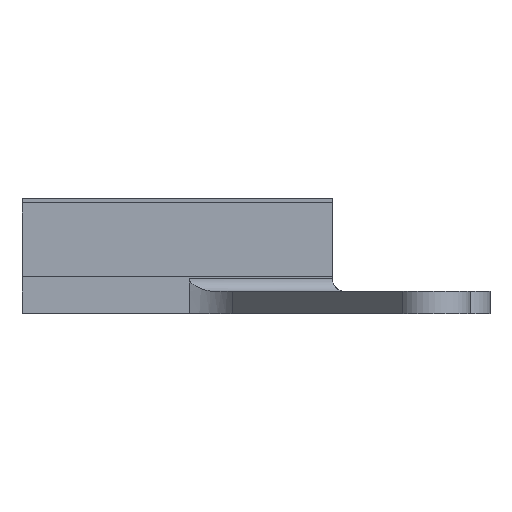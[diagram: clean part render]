
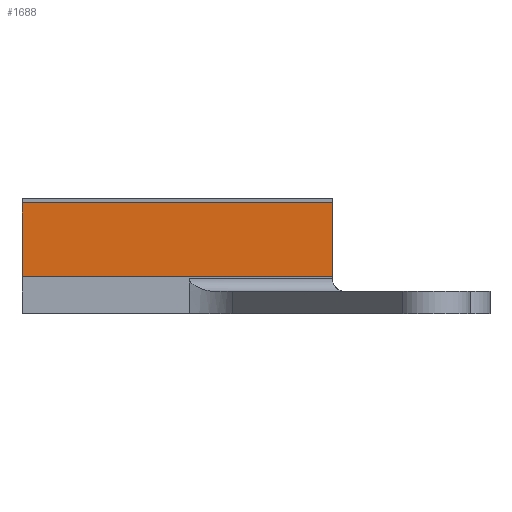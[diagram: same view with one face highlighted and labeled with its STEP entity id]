
A CAD part, left-side view. The second image highlights one B-rep face of the part: STEP entity #1688.
In plain terms, the highlighted planar face has unit normal (-1, 0, 0).
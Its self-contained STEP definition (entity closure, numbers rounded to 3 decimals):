
#22 = VERTEX_POINT('',#23);
#23 = CARTESIAN_POINT('',(0.,0.,0.));
#44 = PLANE('',#45);
#45 = AXIS2_PLACEMENT_3D('',#46,#47,#48);
#46 = CARTESIAN_POINT('',(0.,42.1,0.));
#47 = DIRECTION('',(-1.,0.,0.));
#48 = DIRECTION('',(0.,-1.,0.));
#205 = PLANE('',#206);
#206 = AXIS2_PLACEMENT_3D('',#207,#208,#209);
#207 = CARTESIAN_POINT('',(0.,0.,0.));
#208 = DIRECTION('',(0.,1.,0.));
#209 = DIRECTION('',(1.,0.,0.));
#221 = EDGE_CURVE('',#222,#22,#224,.T.);
#222 = VERTEX_POINT('',#223);
#223 = CARTESIAN_POINT('',(0.,42.1,0.));
#224 = SURFACE_CURVE('',#225,(#229,#236),.PCURVE_S1.);
#225 = LINE('',#226,#227);
#226 = CARTESIAN_POINT('',(0.,42.1,0.));
#227 = VECTOR('',#228,1.);
#228 = DIRECTION('',(0.,-1.,0.));
#229 = PCURVE('',#44,#230);
#230 = DEFINITIONAL_REPRESENTATION('',(#231),#235);
#231 = LINE('',#232,#233);
#232 = CARTESIAN_POINT('',(0.,0.));
#233 = VECTOR('',#234,1.);
#234 = DIRECTION('',(1.,0.));
#235 = ( GEOMETRIC_REPRESENTATION_CONTEXT(2) 
PARAMETRIC_REPRESENTATION_CONTEXT() REPRESENTATION_CONTEXT('2D SPACE',''
  ) );
#236 = PCURVE('',#237,#242);
#237 = PLANE('',#238);
#238 = AXIS2_PLACEMENT_3D('',#239,#240,#241);
#239 = CARTESIAN_POINT('',(0.,42.1,0.));
#240 = DIRECTION('',(1.,0.,0.));
#241 = DIRECTION('',(0.,-1.,0.));
#242 = DEFINITIONAL_REPRESENTATION('',(#243),#247);
#243 = LINE('',#244,#245);
#244 = CARTESIAN_POINT('',(0.,0.));
#245 = VECTOR('',#246,1.);
#246 = DIRECTION('',(1.,0.));
#247 = ( GEOMETRIC_REPRESENTATION_CONTEXT(2) 
PARAMETRIC_REPRESENTATION_CONTEXT() REPRESENTATION_CONTEXT('2D SPACE',''
  ) );
#475 = EDGE_CURVE('',#22,#476,#478,.T.);
#476 = VERTEX_POINT('',#477);
#477 = CARTESIAN_POINT('',(0.,0.,10.));
#478 = SURFACE_CURVE('',#479,(#483,#490),.PCURVE_S1.);
#479 = LINE('',#480,#481);
#480 = CARTESIAN_POINT('',(0.,0.,0.));
#481 = VECTOR('',#482,1.);
#482 = DIRECTION('',(0.,0.,1.));
#483 = PCURVE('',#205,#484);
#484 = DEFINITIONAL_REPRESENTATION('',(#485),#489);
#485 = LINE('',#486,#487);
#486 = CARTESIAN_POINT('',(0.,0.));
#487 = VECTOR('',#488,1.);
#488 = DIRECTION('',(0.,-1.));
#489 = ( GEOMETRIC_REPRESENTATION_CONTEXT(2) 
PARAMETRIC_REPRESENTATION_CONTEXT() REPRESENTATION_CONTEXT('2D SPACE',''
  ) );
#490 = PCURVE('',#237,#491);
#491 = DEFINITIONAL_REPRESENTATION('',(#492),#496);
#492 = LINE('',#493,#494);
#493 = CARTESIAN_POINT('',(42.1,0.));
#494 = VECTOR('',#495,1.);
#495 = DIRECTION('',(0.,-1.));
#496 = ( GEOMETRIC_REPRESENTATION_CONTEXT(2) 
PARAMETRIC_REPRESENTATION_CONTEXT() REPRESENTATION_CONTEXT('2D SPACE',''
  ) );
#1688 = ADVANCED_FACE('',(#1689),#237,.F.);
#1689 = FACE_BOUND('',#1690,.F.);
#1690 = EDGE_LOOP('',(#1691,#1719,#1745,#1746));
#1691 = ORIENTED_EDGE('',*,*,#1692,.T.);
#1692 = EDGE_CURVE('',#222,#1693,#1695,.T.);
#1693 = VERTEX_POINT('',#1694);
#1694 = CARTESIAN_POINT('',(0.,42.1,10.));
#1695 = SURFACE_CURVE('',#1696,(#1700,#1707),.PCURVE_S1.);
#1696 = LINE('',#1697,#1698);
#1697 = CARTESIAN_POINT('',(0.,42.1,0.));
#1698 = VECTOR('',#1699,1.);
#1699 = DIRECTION('',(0.,0.,1.));
#1700 = PCURVE('',#237,#1701);
#1701 = DEFINITIONAL_REPRESENTATION('',(#1702),#1706);
#1702 = LINE('',#1703,#1704);
#1703 = CARTESIAN_POINT('',(0.,0.));
#1704 = VECTOR('',#1705,1.);
#1705 = DIRECTION('',(0.,-1.));
#1706 = ( GEOMETRIC_REPRESENTATION_CONTEXT(2) 
PARAMETRIC_REPRESENTATION_CONTEXT() REPRESENTATION_CONTEXT('2D SPACE',''
  ) );
#1707 = PCURVE('',#1708,#1713);
#1708 = PLANE('',#1709);
#1709 = AXIS2_PLACEMENT_3D('',#1710,#1711,#1712);
#1710 = CARTESIAN_POINT('',(19.7,42.1,0.));
#1711 = DIRECTION('',(0.,-1.,0.));
#1712 = DIRECTION('',(-1.,0.,0.));
#1713 = DEFINITIONAL_REPRESENTATION('',(#1714),#1718);
#1714 = LINE('',#1715,#1716);
#1715 = CARTESIAN_POINT('',(19.7,0.));
#1716 = VECTOR('',#1717,1.);
#1717 = DIRECTION('',(0.,-1.));
#1718 = ( GEOMETRIC_REPRESENTATION_CONTEXT(2) 
PARAMETRIC_REPRESENTATION_CONTEXT() REPRESENTATION_CONTEXT('2D SPACE',''
  ) );
#1719 = ORIENTED_EDGE('',*,*,#1720,.T.);
#1720 = EDGE_CURVE('',#1693,#476,#1721,.T.);
#1721 = SURFACE_CURVE('',#1722,(#1726,#1733),.PCURVE_S1.);
#1722 = LINE('',#1723,#1724);
#1723 = CARTESIAN_POINT('',(0.,42.1,10.));
#1724 = VECTOR('',#1725,1.);
#1725 = DIRECTION('',(0.,-1.,0.));
#1726 = PCURVE('',#237,#1727);
#1727 = DEFINITIONAL_REPRESENTATION('',(#1728),#1732);
#1728 = LINE('',#1729,#1730);
#1729 = CARTESIAN_POINT('',(0.,-10.));
#1730 = VECTOR('',#1731,1.);
#1731 = DIRECTION('',(1.,0.));
#1732 = ( GEOMETRIC_REPRESENTATION_CONTEXT(2) 
PARAMETRIC_REPRESENTATION_CONTEXT() REPRESENTATION_CONTEXT('2D SPACE',''
  ) );
#1733 = PCURVE('',#1734,#1739);
#1734 = PLANE('',#1735);
#1735 = AXIS2_PLACEMENT_3D('',#1736,#1737,#1738);
#1736 = CARTESIAN_POINT('',(0.,42.1,10.));
#1737 = DIRECTION('',(1.,0.,0.));
#1738 = DIRECTION('',(0.,-1.,0.));
#1739 = DEFINITIONAL_REPRESENTATION('',(#1740),#1744);
#1740 = LINE('',#1741,#1742);
#1741 = CARTESIAN_POINT('',(0.,0.));
#1742 = VECTOR('',#1743,1.);
#1743 = DIRECTION('',(1.,0.));
#1744 = ( GEOMETRIC_REPRESENTATION_CONTEXT(2) 
PARAMETRIC_REPRESENTATION_CONTEXT() REPRESENTATION_CONTEXT('2D SPACE',''
  ) );
#1745 = ORIENTED_EDGE('',*,*,#475,.F.);
#1746 = ORIENTED_EDGE('',*,*,#221,.F.);
